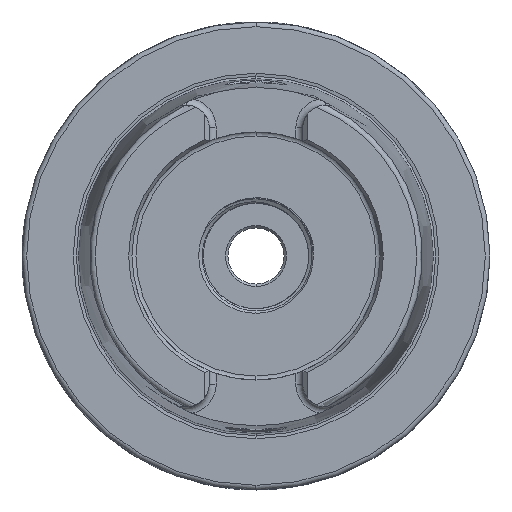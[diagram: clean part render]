
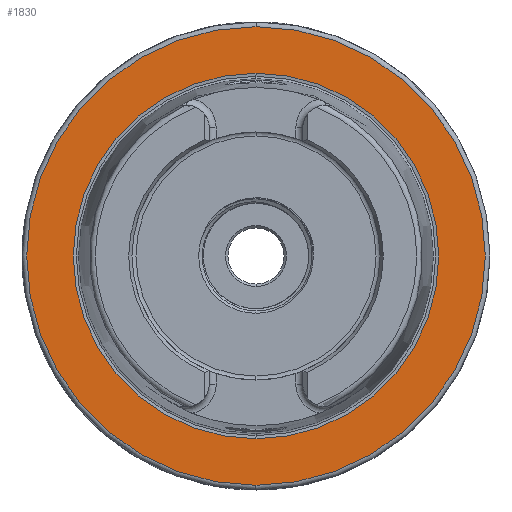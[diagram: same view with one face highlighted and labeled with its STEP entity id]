
A CAD part, left-side view. The second image highlights one B-rep face of the part: STEP entity #1830.
In plain terms, the highlighted planar face has unit normal (-1, 0, 0).
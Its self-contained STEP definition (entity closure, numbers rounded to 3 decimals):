
#1168 = EDGE_CURVE ( 'NONE', #14666, #14643, #1892, .T. ) ;
#1169 = EDGE_CURVE ( 'NONE', #14657, #14699, #1893, .T. ) ;
#1430 = EDGE_CURVE ( 'NONE', #14699, #14657, #18607, .T. ) ;
#1434 = EDGE_CURVE ( 'NONE', #14643, #14666, #18610, .T. ) ;
#1830 = ADVANCED_FACE ( 'NONE', ( #4030, #4033 ), #5743, .T. ) ;
#1892 = CIRCLE ( 'NONE', #6269, 49. ) ;
#1893 = CIRCLE ( 'NONE', #4685, 39.054 ) ;
#3855 = ORIENTED_EDGE ( 'NONE', *, *, #1434, .T. ) ;
#3874 = ORIENTED_EDGE ( 'NONE', *, *, #1168, .T. ) ;
#3904 = ORIENTED_EDGE ( 'NONE', *, *, #1430, .T. ) ;
#3924 = ORIENTED_EDGE ( 'NONE', *, *, #1169, .T. ) ;
#4030 = FACE_OUTER_BOUND ( 'NONE', #12029, .T. ) ;
#4033 = FACE_BOUND ( 'NONE', #11229, .T. ) ;
#4035 = AXIS2_PLACEMENT_3D ( 'NONE', #5745, #5747, #5749 ) ;
#4270 = CARTESIAN_POINT ( 'NONE',  ( 0., 0., 49. ) ) ;
#4284 = CARTESIAN_POINT ( 'NONE',  ( 0., 0., -39.054 ) ) ;
#4293 = CARTESIAN_POINT ( 'NONE',  ( 0., 0., -49. ) ) ;
#4326 = CARTESIAN_POINT ( 'NONE',  ( 0., 0., 39.054 ) ) ;
#4685 = AXIS2_PLACEMENT_3D ( 'NONE', #17205, #17206, #17207 ) ;
#5743 = PLANE ( 'NONE',  #4035 ) ;
#5745 = CARTESIAN_POINT ( 'NONE',  ( 0., 39.054, 0. ) ) ;
#5747 = DIRECTION ( 'NONE',  ( -1., 0., 0. ) ) ;
#5749 = DIRECTION ( 'NONE',  ( 0., 0., 1. ) ) ;
#6269 = AXIS2_PLACEMENT_3D ( 'NONE', #17202, #17203, #17204 ) ;
#11229 = EDGE_LOOP ( 'NONE', ( #3904, #3924 ) ) ;
#12029 = EDGE_LOOP ( 'NONE', ( #3855, #3874 ) ) ;
#14377 = CARTESIAN_POINT ( 'NONE',  ( 0., 0., 0. ) ) ;
#14381 = DIRECTION ( 'NONE',  ( 1., 0., 0. ) ) ;
#14382 = DIRECTION ( 'NONE',  ( 0., 0., -1. ) ) ;
#14392 = CARTESIAN_POINT ( 'NONE',  ( 0., 0., 0. ) ) ;
#14393 = DIRECTION ( 'NONE',  ( -1., 0., 0. ) ) ;
#14394 = DIRECTION ( 'NONE',  ( 0., 0., 1. ) ) ;
#14643 = VERTEX_POINT ( 'NONE', #4270 ) ;
#14657 = VERTEX_POINT ( 'NONE', #4284 ) ;
#14666 = VERTEX_POINT ( 'NONE', #4293 ) ;
#14699 = VERTEX_POINT ( 'NONE', #4326 ) ;
#17202 = CARTESIAN_POINT ( 'NONE',  ( 0., 0., 0. ) ) ;
#17203 = DIRECTION ( 'NONE',  ( -1., 0., 0. ) ) ;
#17204 = DIRECTION ( 'NONE',  ( 0., 0., 1. ) ) ;
#17205 = CARTESIAN_POINT ( 'NONE',  ( 0., 0., 0. ) ) ;
#17206 = DIRECTION ( 'NONE',  ( 1., 0., 0. ) ) ;
#17207 = DIRECTION ( 'NONE',  ( 0., 0., -1. ) ) ;
#18607 = CIRCLE ( 'NONE', #19770, 39.054 ) ;
#18610 = CIRCLE ( 'NONE', #19778, 49. ) ;
#19770 = AXIS2_PLACEMENT_3D ( 'NONE', #14377, #14381, #14382 ) ;
#19778 = AXIS2_PLACEMENT_3D ( 'NONE', #14392, #14393, #14394 ) ;
